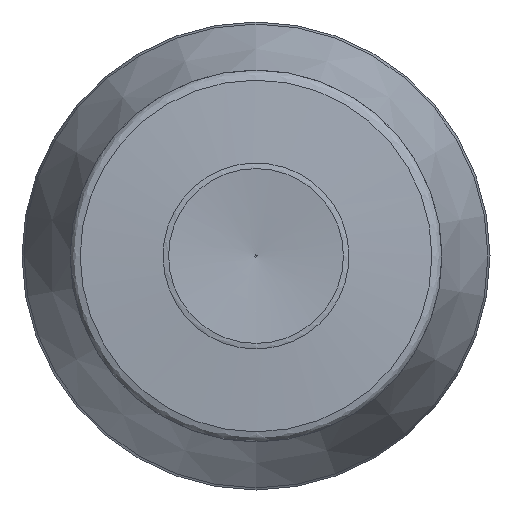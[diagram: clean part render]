
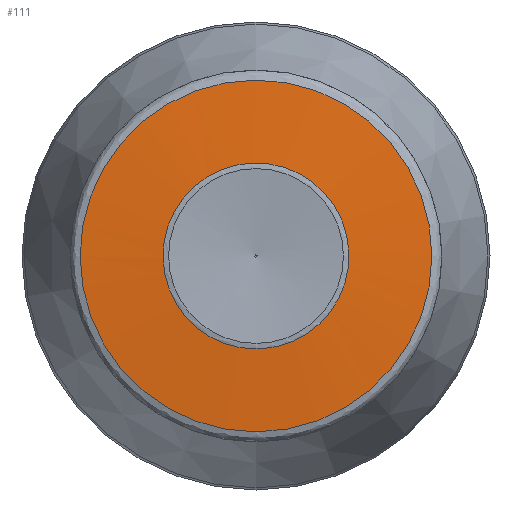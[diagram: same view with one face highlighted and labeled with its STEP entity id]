
A CAD part, left-side view. The second image highlights one B-rep face of the part: STEP entity #111.
In plain terms, the highlighted face is a revolution surface.
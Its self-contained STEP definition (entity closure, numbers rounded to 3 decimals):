
#27=SURFACE_OF_REVOLUTION('',#41,#34);
#34=AXIS1_PLACEMENT('',#614,#523);
#41=LINE('',#613,#45);
#45=VECTOR('',#522,6.071);
#111=ADVANCED_FACE('',(#164,#165),#27,.F.);
#164=FACE_BOUND('',#220,.T.);
#165=FACE_BOUND('',#221,.T.);
#220=EDGE_LOOP('',(#276));
#221=EDGE_LOOP('',(#277));
#276=ORIENTED_EDGE('',*,*,#340,.F.);
#277=ORIENTED_EDGE('',*,*,#341,.F.);
#312=VERTEX_POINT('',#610);
#313=VERTEX_POINT('',#612);
#340=EDGE_CURVE('',#312,#312,#368,.T.);
#341=EDGE_CURVE('',#313,#313,#369,.T.);
#368=CIRCLE('',#420,6.755);
#369=CIRCLE('',#421,12.776);
#420=AXIS2_PLACEMENT_3D('',#609,#518,#519);
#421=AXIS2_PLACEMENT_3D('',#611,#520,#521);
#518=DIRECTION('',(-1.,0.,0.));
#519=DIRECTION('',(0.,0.,-1.));
#520=DIRECTION('',(1.,0.,0.));
#521=DIRECTION('',(0.,0.,-1.));
#522=DIRECTION('',(-0.07,0.992,-0.104));
#523=DIRECTION('',(1.,0.,0.));
#609=CARTESIAN_POINT('',(0.073,0.,0.));
#610=CARTESIAN_POINT('',(0.073,0.,-6.755));
#611=CARTESIAN_POINT('',(0.497,0.,0.));
#612=CARTESIAN_POINT('',(0.497,0.,-12.776));
#613=CARTESIAN_POINT('',(0.497,-12.563,2.322));
#614=CARTESIAN_POINT('',(6.,0.,0.));
